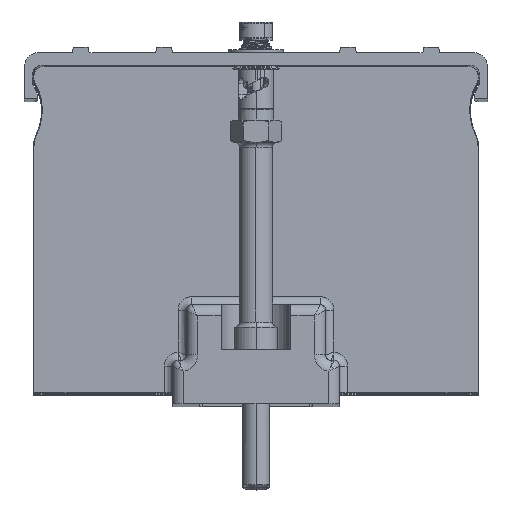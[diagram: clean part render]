
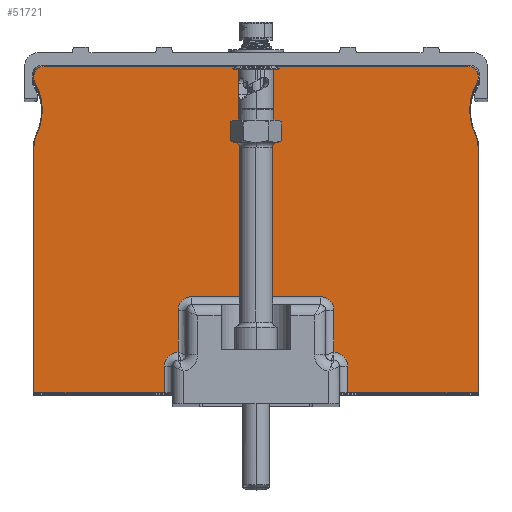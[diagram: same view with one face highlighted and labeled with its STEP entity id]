
A CAD part, top view. The second image highlights one B-rep face of the part: STEP entity #51721.
In plain terms, the highlighted planar face has unit normal (0, 0, 1).
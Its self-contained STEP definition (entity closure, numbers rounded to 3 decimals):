
#4792=DIRECTION('',(0.,-1.,0.));
#4793=VECTOR('',#4792,44.262);
#4794=CARTESIAN_POINT('',(-39.9,46.262,254.));
#4795=LINE('',#4794,#4793);
#4796=CARTESIAN_POINT('',(-35.,46.262,254.));
#4797=DIRECTION('',(0.,0.,1.));
#4798=DIRECTION('',(-0.9,0.436,0.));
#4799=AXIS2_PLACEMENT_3D('',#4796,#4797,#4798);
#4801=CARTESIAN_POINT('',(-48.5,52.8,254.));
#4802=DIRECTION('',(0.,0.,-1.));
#4803=DIRECTION('',(0.857,0.515,0.));
#4804=AXIS2_PLACEMENT_3D('',#4801,#4802,#4803);
#4806=CARTESIAN_POINT('',(-39.5,58.208,254.));
#4807=DIRECTION('',(0.,0.,1.));
#4808=DIRECTION('',(-1.,0.,0.));
#4809=AXIS2_PLACEMENT_3D('',#4806,#4807,#4808);
#4811=DIRECTION('',(0.,-1.,0.));
#4812=VECTOR('',#4811,0.592);
#4813=CARTESIAN_POINT('',(-39.9,58.8,254.));
#4814=LINE('',#4813,#4812);
#4815=CARTESIAN_POINT('',(-38.,58.8,254.));
#4816=DIRECTION('',(0.,0.,1.));
#4817=DIRECTION('',(0.,1.,0.));
#4818=AXIS2_PLACEMENT_3D('',#4815,#4816,#4817);
#4820=DIRECTION('',(-1.,0.,0.));
#4821=VECTOR('',#4820,76.);
#4822=CARTESIAN_POINT('',(38.,60.7,254.));
#4823=LINE('',#4822,#4821);
#4824=CARTESIAN_POINT('',(38.,58.8,254.));
#4825=DIRECTION('',(0.,0.,1.));
#4826=DIRECTION('',(1.,0.,0.));
#4827=AXIS2_PLACEMENT_3D('',#4824,#4825,#4826);
#4829=DIRECTION('',(0.,1.,0.));
#4830=VECTOR('',#4829,0.592);
#4831=CARTESIAN_POINT('',(39.9,58.208,254.));
#4832=LINE('',#4831,#4830);
#4833=CARTESIAN_POINT('',(39.5,58.208,254.));
#4834=DIRECTION('',(0.,0.,1.));
#4835=DIRECTION('',(0.857,-0.515,0.));
#4836=AXIS2_PLACEMENT_3D('',#4833,#4834,#4835);
#4838=CARTESIAN_POINT('',(48.5,52.8,254.));
#4839=DIRECTION('',(0.,0.,-1.));
#4840=DIRECTION('',(-0.9,-0.436,0.));
#4841=AXIS2_PLACEMENT_3D('',#4838,#4839,#4840);
#4843=CARTESIAN_POINT('',(35.,46.262,254.));
#4844=DIRECTION('',(0.,0.,1.));
#4845=DIRECTION('',(1.,0.,0.));
#4846=AXIS2_PLACEMENT_3D('',#4843,#4844,#4845);
#4848=DIRECTION('',(0.,1.,0.));
#4849=VECTOR('',#4848,44.262);
#4850=CARTESIAN_POINT('',(39.9,2.,254.));
#4851=LINE('',#4850,#4849);
#4852=DIRECTION('',(-1.,0.,0.));
#4853=VECTOR('',#4852,23.4);
#4854=CARTESIAN_POINT('',(39.9,2.,254.));
#4855=LINE('',#4854,#4853);
#4856=DIRECTION('',(0.,1.,0.));
#4857=VECTOR('',#4856,4.8);
#4858=CARTESIAN_POINT('',(16.5,2.,254.));
#4859=LINE('',#4858,#4857);
#4860=CARTESIAN_POINT('',(14.,6.8,254.));
#4861=DIRECTION('',(0.,0.,1.));
#4862=DIRECTION('',(1.,0.,0.));
#4863=AXIS2_PLACEMENT_3D('',#4860,#4861,#4862);
#4865=CARTESIAN_POINT('',(14.,9.3,254.));
#4866=CARTESIAN_POINT('',(14.,9.65,254.));
#4867=CARTESIAN_POINT('',(14.,10.336,254.));
#4868=CARTESIAN_POINT('',(14.,11.318,254.));
#4869=CARTESIAN_POINT('',(14.,12.267,254.));
#4870=CARTESIAN_POINT('',(14.,13.189,254.));
#4871=CARTESIAN_POINT('',(14.,14.094,254.));
#4872=CARTESIAN_POINT('',(14.,14.992,254.));
#4873=CARTESIAN_POINT('',(14.,15.889,254.));
#4874=CARTESIAN_POINT('',(14.,16.495,254.));
#4875=CARTESIAN_POINT('',(14.,16.8,254.));
#4877=CARTESIAN_POINT('',(11.5,16.8,254.));
#4878=DIRECTION('',(0.,0.,1.));
#4879=DIRECTION('',(1.,0.,0.));
#4880=AXIS2_PLACEMENT_3D('',#4877,#4878,#4879);
#4882=DIRECTION('',(-1.,0.,0.));
#4883=VECTOR('',#4882,23.);
#4884=CARTESIAN_POINT('',(11.5,19.3,254.));
#4885=LINE('',#4884,#4883);
#4886=CARTESIAN_POINT('',(-11.5,16.8,254.));
#4887=DIRECTION('',(0.,0.,1.));
#4888=DIRECTION('',(0.,1.,0.));
#4889=AXIS2_PLACEMENT_3D('',#4886,#4887,#4888);
#4891=CARTESIAN_POINT('',(-14.,16.8,254.));
#4892=CARTESIAN_POINT('',(-14.,16.495,254.));
#4893=CARTESIAN_POINT('',(-14.,15.889,254.));
#4894=CARTESIAN_POINT('',(-14.,14.992,254.));
#4895=CARTESIAN_POINT('',(-14.,14.094,254.));
#4896=CARTESIAN_POINT('',(-14.,13.189,254.));
#4897=CARTESIAN_POINT('',(-14.,12.267,254.));
#4898=CARTESIAN_POINT('',(-14.,11.318,254.));
#4899=CARTESIAN_POINT('',(-14.,10.336,254.));
#4900=CARTESIAN_POINT('',(-14.,9.65,254.));
#4901=CARTESIAN_POINT('',(-14.,9.3,254.));
#4903=CARTESIAN_POINT('',(-14.,6.8,254.));
#4904=DIRECTION('',(0.,0.,1.));
#4905=DIRECTION('',(0.,1.,0.));
#4906=AXIS2_PLACEMENT_3D('',#4903,#4904,#4905);
#4908=DIRECTION('',(0.,-1.,0.));
#4909=VECTOR('',#4908,4.8);
#4910=CARTESIAN_POINT('',(-16.5,6.8,254.));
#4911=LINE('',#4910,#4909);
#4912=DIRECTION('',(-1.,0.,0.));
#4913=VECTOR('',#4912,23.4);
#4914=CARTESIAN_POINT('',(-16.5,2.,254.));
#4915=LINE('',#4914,#4913);
#43397=CARTESIAN_POINT('',(16.5,2.,254.));
#43398=CARTESIAN_POINT('',(16.5,6.8,254.));
#43399=VERTEX_POINT('',#43397);
#43400=VERTEX_POINT('',#43398);
#43401=CARTESIAN_POINT('',(14.,9.3,254.));
#43402=VERTEX_POINT('',#43401);
#43406=VERTEX_POINT('',#4891);
#43407=VERTEX_POINT('',#4901);
#43410=CARTESIAN_POINT('',(-11.5,19.3,254.));
#43411=VERTEX_POINT('',#43410);
#43414=CARTESIAN_POINT('',(11.5,19.3,254.));
#43415=VERTEX_POINT('',#43414);
#43418=CARTESIAN_POINT('',(14.,16.8,254.));
#43419=VERTEX_POINT('',#43418);
#43423=CARTESIAN_POINT('',(-16.5,6.8,254.));
#43424=CARTESIAN_POINT('',(-16.5,2.,254.));
#43425=VERTEX_POINT('',#43423);
#43426=VERTEX_POINT('',#43424);
#43992=CARTESIAN_POINT('',(-39.9,2.,254.));
#43994=VERTEX_POINT('',#43992);
#43998=CARTESIAN_POINT('',(-39.9,46.262,254.));
#43999=VERTEX_POINT('',#43998);
#44000=CARTESIAN_POINT('',(-39.41,48.398,254.));
#44001=VERTEX_POINT('',#44000);
#44004=CARTESIAN_POINT('',(-39.843,58.002,254.));
#44005=VERTEX_POINT('',#44004);
#44010=CARTESIAN_POINT('',(-39.9,58.8,254.));
#44011=CARTESIAN_POINT('',(-39.9,58.208,254.));
#44012=VERTEX_POINT('',#44010);
#44013=VERTEX_POINT('',#44011);
#44016=CARTESIAN_POINT('',(-38.,60.7,254.));
#44017=VERTEX_POINT('',#44016);
#44018=CARTESIAN_POINT('',(38.,60.7,254.));
#44019=VERTEX_POINT('',#44018);
#44020=CARTESIAN_POINT('',(39.9,58.8,254.));
#44021=VERTEX_POINT('',#44020);
#44022=CARTESIAN_POINT('',(39.9,58.208,254.));
#44023=VERTEX_POINT('',#44022);
#44030=CARTESIAN_POINT('',(39.41,48.398,254.));
#44031=CARTESIAN_POINT('',(39.843,58.002,254.));
#44032=VERTEX_POINT('',#44030);
#44033=VERTEX_POINT('',#44031);
#44036=CARTESIAN_POINT('',(39.9,46.262,254.));
#44037=VERTEX_POINT('',#44036);
#44041=CARTESIAN_POINT('',(39.9,2.,254.));
#44043=VERTEX_POINT('',#44041);
#51671=CARTESIAN_POINT('',(0.,0.,254.));
#51672=DIRECTION('',(0.,0.,1.));
#51673=DIRECTION('',(1.,0.,0.));
#51674=AXIS2_PLACEMENT_3D('',#51671,#51672,#51673);
#51675=PLANE('',#51674);
#51677=ORIENTED_EDGE('',*,*,#51676,.F.);
#51679=ORIENTED_EDGE('',*,*,#51678,.F.);
#51681=ORIENTED_EDGE('',*,*,#51680,.F.);
#51683=ORIENTED_EDGE('',*,*,#51682,.F.);
#51685=ORIENTED_EDGE('',*,*,#51684,.F.);
#51686=ORIENTED_EDGE('',*,*,#51471,.F.);
#51687=ORIENTED_EDGE('',*,*,#51486,.F.);
#51688=ORIENTED_EDGE('',*,*,#51501,.F.);
#51690=ORIENTED_EDGE('',*,*,#51689,.F.);
#51692=ORIENTED_EDGE('',*,*,#51691,.F.);
#51694=ORIENTED_EDGE('',*,*,#51693,.F.);
#51696=ORIENTED_EDGE('',*,*,#51695,.F.);
#51697=ORIENTED_EDGE('',*,*,#51662,.F.);
#51698=ORIENTED_EDGE('',*,*,#51651,.T.);
#51700=ORIENTED_EDGE('',*,*,#51699,.T.);
#51702=ORIENTED_EDGE('',*,*,#51701,.T.);
#51704=ORIENTED_EDGE('',*,*,#51703,.T.);
#51706=ORIENTED_EDGE('',*,*,#51705,.T.);
#51708=ORIENTED_EDGE('',*,*,#51707,.T.);
#51710=ORIENTED_EDGE('',*,*,#51709,.T.);
#51712=ORIENTED_EDGE('',*,*,#51711,.T.);
#51714=ORIENTED_EDGE('',*,*,#51713,.T.);
#51716=ORIENTED_EDGE('',*,*,#51715,.T.);
#51718=ORIENTED_EDGE('',*,*,#51717,.T.);
#51719=EDGE_LOOP('',(#51677,#51679,#51681,#51683,#51685,#51686,#51687,#51688,
#51690,#51692,#51694,#51696,#51697,#51698,#51700,#51702,#51704,#51706,#51708,
#51710,#51712,#51714,#51716,#51718));
#51720=FACE_OUTER_BOUND('',#51719,.F.);
#51721=ADVANCED_FACE('',(#51720),#51675,.T.);
#4800=CIRCLE('',#4799,4.9);
#4805=CIRCLE('',#4804,10.1);
#4810=CIRCLE('',#4809,0.4);
#4819=CIRCLE('',#4818,1.9);
#4828=CIRCLE('',#4827,1.9);
#4837=CIRCLE('',#4836,0.4);
#4842=CIRCLE('',#4841,10.1);
#4847=CIRCLE('',#4846,4.9);
#4864=CIRCLE('',#4863,2.5);
#4876=B_SPLINE_CURVE_WITH_KNOTS('',3,(#4865,#4866,#4867,#4868,#4869,#4870,#4871,
#4872,#4873,#4874,#4875),.UNSPECIFIED.,.F.,.F.,(4,1,1,1,1,1,1,1,4),(0.,
0.125,0.25,0.375,0.5,0.625,0.75,0.875,1.),.UNSPECIFIED.);
#4881=CIRCLE('',#4880,2.5);
#4890=CIRCLE('',#4889,2.5);
#4902=B_SPLINE_CURVE_WITH_KNOTS('',3,(#4891,#4892,#4893,#4894,#4895,#4896,#4897,
#4898,#4899,#4900,#4901),.UNSPECIFIED.,.F.,.F.,(4,1,1,1,1,1,1,1,4),(0.,
0.125,0.25,0.375,0.5,0.625,0.75,0.875,1.),.UNSPECIFIED.);
#4907=CIRCLE('',#4906,2.5);
#51471=EDGE_CURVE('',#44017,#44012,#4819,.T.);
#51486=EDGE_CURVE('',#44019,#44017,#4823,.T.);
#51501=EDGE_CURVE('',#44021,#44019,#4828,.T.);
#51651=EDGE_CURVE('',#44043,#43399,#4855,.T.);
#51662=EDGE_CURVE('',#44043,#44037,#4851,.T.);
#51676=EDGE_CURVE('',#43999,#43994,#4795,.T.);
#51678=EDGE_CURVE('',#44001,#43999,#4800,.T.);
#51680=EDGE_CURVE('',#44005,#44001,#4805,.T.);
#51682=EDGE_CURVE('',#44013,#44005,#4810,.T.);
#51684=EDGE_CURVE('',#44012,#44013,#4814,.T.);
#51689=EDGE_CURVE('',#44023,#44021,#4832,.T.);
#51691=EDGE_CURVE('',#44033,#44023,#4837,.T.);
#51693=EDGE_CURVE('',#44032,#44033,#4842,.T.);
#51695=EDGE_CURVE('',#44037,#44032,#4847,.T.);
#51699=EDGE_CURVE('',#43399,#43400,#4859,.T.);
#51701=EDGE_CURVE('',#43400,#43402,#4864,.T.);
#51703=EDGE_CURVE('',#43402,#43419,#4876,.T.);
#51705=EDGE_CURVE('',#43419,#43415,#4881,.T.);
#51707=EDGE_CURVE('',#43415,#43411,#4885,.T.);
#51709=EDGE_CURVE('',#43411,#43406,#4890,.T.);
#51711=EDGE_CURVE('',#43406,#43407,#4902,.T.);
#51713=EDGE_CURVE('',#43407,#43425,#4907,.T.);
#51715=EDGE_CURVE('',#43425,#43426,#4911,.T.);
#51717=EDGE_CURVE('',#43426,#43994,#4915,.T.);
